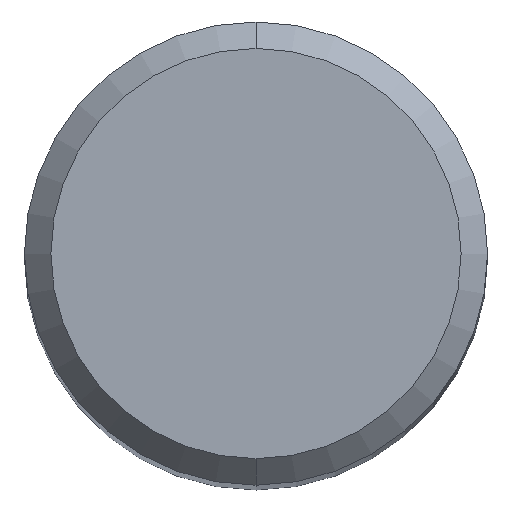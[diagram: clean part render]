
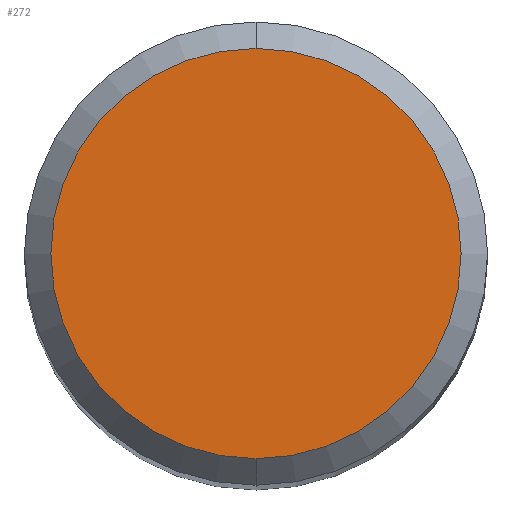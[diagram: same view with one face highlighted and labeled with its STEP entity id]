
A CAD part, top view. The second image highlights one B-rep face of the part: STEP entity #272.
In plain terms, the highlighted planar face has unit normal (0, 0, 1).
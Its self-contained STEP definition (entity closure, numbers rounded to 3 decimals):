
#184=VERTEX_POINT('',#486);
#228=EDGE_CURVE('',#284,#184,#535,.T.);
#272=ADVANCED_FACE('',(#585),#586,.T.);
#284=VERTEX_POINT('',#599);
#350=EDGE_CURVE('',#184,#284,#670,.T.);
#486=CARTESIAN_POINT('',(0.,-3.1,0.0));
#535=CIRCLE('',#911,3.1);
#585=FACE_OUTER_BOUND('',#993,.T.);
#586=PLANE('',#994);
#599=CARTESIAN_POINT('',(0.0,3.1,0.0));
#670=CIRCLE('',#1205,3.1);
#911=AXIS2_PLACEMENT_3D('',#1501,#1502,#1503);
#993=EDGE_LOOP('',(#1575,#1576));
#994=AXIS2_PLACEMENT_3D('',#1577,#1578,#1579);
#1205=AXIS2_PLACEMENT_3D('',#1643,#1644,#1645);
#1501=CARTESIAN_POINT('',(0.0,0.0,0.0));
#1502=DIRECTION('',(0.0,0.0,-1.0));
#1503=DIRECTION('',(0.0,1.0,0.0));
#1575=ORIENTED_EDGE('',*,*,#228,.F.);
#1576=ORIENTED_EDGE('',*,*,#350,.F.);
#1577=CARTESIAN_POINT('',(0.0,1.55,0.0));
#1578=DIRECTION('',(-0.0,0.0,1.0));
#1579=DIRECTION('',(0.0,-1.0,0.0));
#1643=CARTESIAN_POINT('',(0.0,0.0,0.0));
#1644=DIRECTION('',(0.0,0.0,-1.0));
#1645=DIRECTION('',(0.0,1.0,0.0));
